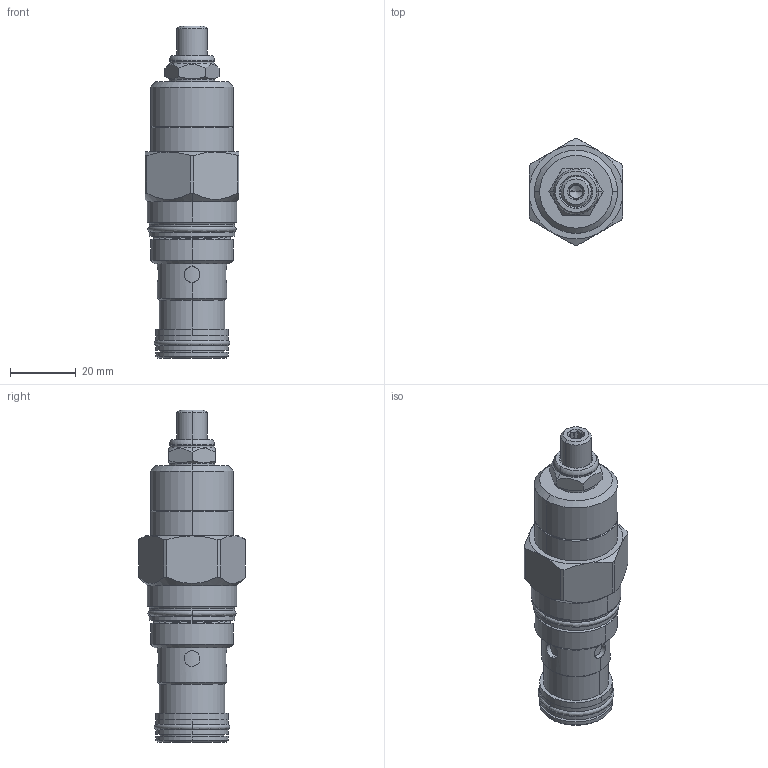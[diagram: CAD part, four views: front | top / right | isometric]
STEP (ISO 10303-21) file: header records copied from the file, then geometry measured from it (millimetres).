
FILE_DESCRIPTION((''),'2;1');
FILE_NAME('FDCBLAN_SW','2022-08-08T16:48:05',('SigMax'),(''),'CREO PARAMETRIC BY PTC INC, 2021072','CREO PARAMETRIC BY PTC INC, 2021072','');
FILE_SCHEMA(('AUTOMOTIVE_DESIGN { 1 0 10303 214 1 1 1 1 }'));
Length unit declared in the file: inch
Products named in the file (1): FDCBLAN_SW
Bounding box: 28.57 x 32.38 x 101.04 mm (x, y, z)
Volume: 42546.7 mm3; surface area: 10620 mm2
Topology: 3 solids, 4 shells, 202 faces, 462 edges, 283 vertices
Faces by surface type: cylinder 72, plane 52, cone 44, torus 26, revolution 8
Entity records: 8443 total; most frequent: CARTESIAN_POINT 2297, DIRECTION 1004, ORIENTED_EDGE 920, EDGE_CURVE 460, AXIS2_PLACEMENT_3D 420, VERTEX_POINT 283, CIRCLE 226, EDGE_LOOP 225
